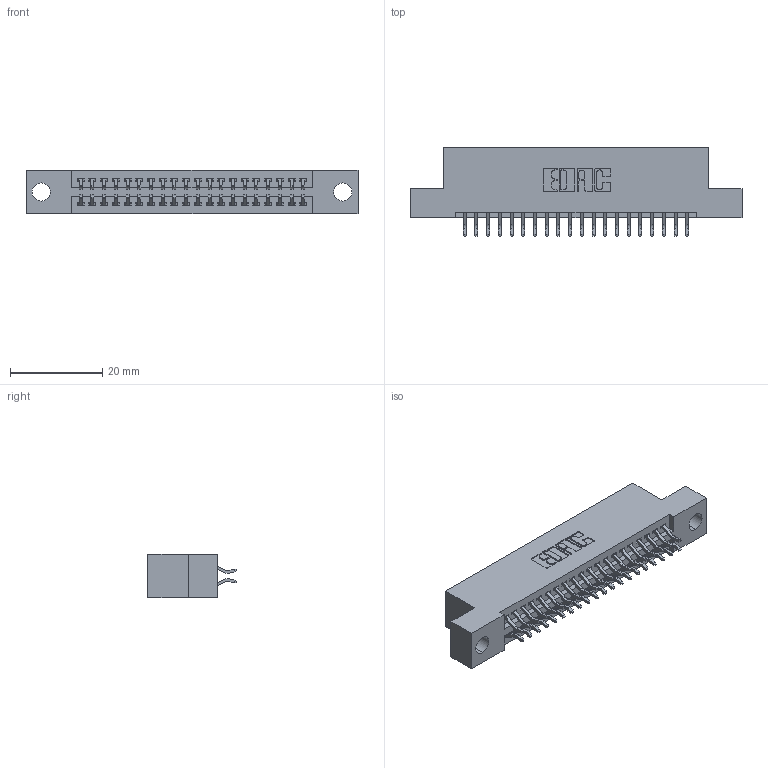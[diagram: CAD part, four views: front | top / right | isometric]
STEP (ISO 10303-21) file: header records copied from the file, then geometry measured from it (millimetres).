
FILE_DESCRIPTION (( 'STEP AP203' ), '1' );
FILE_NAME ('345-040-556-204.STEP', '2018-09-05T05:02:36', ( '' ), ( '' ), 'SwSTEP 2.0', 'SolidWorks 2016', '' );
FILE_SCHEMA (( 'CONFIG_CONTROL_DESIGN' ));
Length unit declared in the file: inch
Products named in the file (3): 345 Part_Flush Mounting Lugs - 0.156 Dia-TH; 345-292-001_556 Tail; 345-040-556-204
Assembly tree (41 placements, depth 2):
  345-040-556-204
    345 Part_Flush Mounting Lugs - 0.156 Dia-TH
    345-292-001_556 Tail  x40
Bounding box: 72.01 x 19.24 x 9.4 mm (x, y, z)
Volume: 6701.4 mm3; surface area: 9259.8 mm2
Topology: 41 solids, 41 shells, 2366 faces, 7021 edges, 4626 vertices
Faces by surface type: plane 1560, cylinder 806
Entity records: 18877 total; most frequent: CARTESIAN_POINT 3200, ORIENTED_EDGE 3122, DIRECTION 2837, EDGE_CURVE 1561, VECTOR 1341, LINE 1341, VERTEX_POINT 1038, AXIS2_PLACEMENT_3D 748
